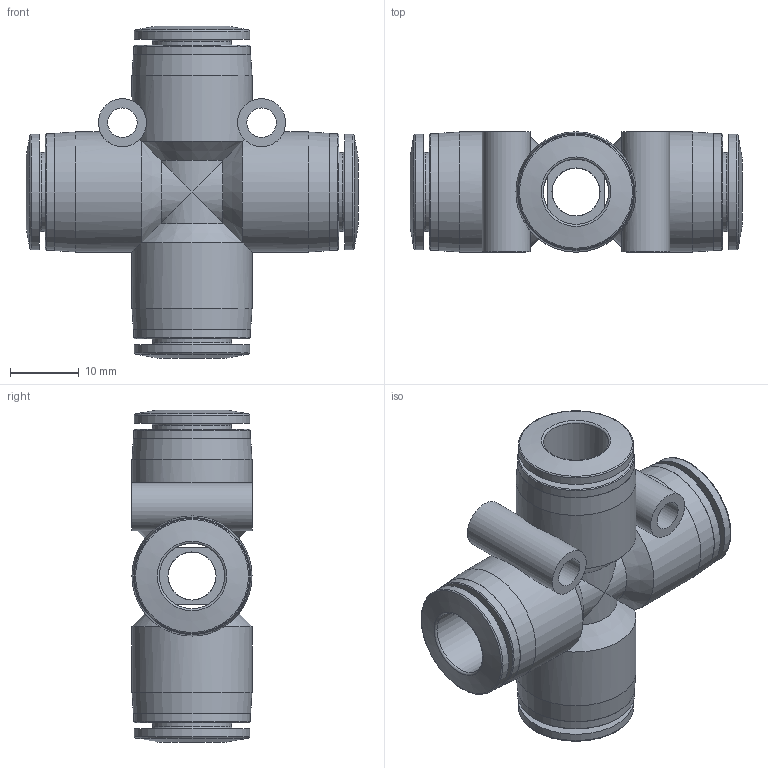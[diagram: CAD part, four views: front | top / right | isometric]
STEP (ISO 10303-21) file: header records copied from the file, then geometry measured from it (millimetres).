
FILE_DESCRIPTION(/* description */ ('STEP AP214'),/* implementation_level */ '2;1');
FILE_NAME(/* name */ '564782_QBX-3_8T-U',/* time_stamp */ '2024-09-14T04:43:57+02:00',/* author */ ('License CC BY-ND 4.0'),/* organization */ ('CADENAS'),/* preprocessor_version */ 'ST-DEVELOPER v19.3',/* originating_system */ 'PARTsolutions',/* authorisation */ ' ');
FILE_SCHEMA (('AUTOMOTIVE_DESIGN {1 0 10303 214 3 1 1}'));
Length unit declared in the file: millimetre
Products named in the file (1): 564782 QBX-3/8T-U
Bounding box: 48.4 x 17.5 x 48.4 mm (x, y, z)
Volume: 12337.1 mm3; surface area: 9058.3 mm2
Topology: 1 solids, 1 shells, 88 faces, 203 edges, 121 vertices
Faces by surface type: cylinder 36, plane 20, cone 20, torus 12
Full cylindrical faces by diameter (mm): 4.3 x2, 7 x6, 9.525 x4, 11.525 x4, 16.8 x4, 17 x4, 17.5 x4
Entity records: 2910 total; most frequent: CARTESIAN_POINT 480, DIRECTION 402, ORIENTED_EDGE 284, AXIS2_PLACEMENT_3D 199, EDGE_LOOP 162, FACE_BOUND 162, EDGE_CURVE 142, VERTEX_POINT 112
